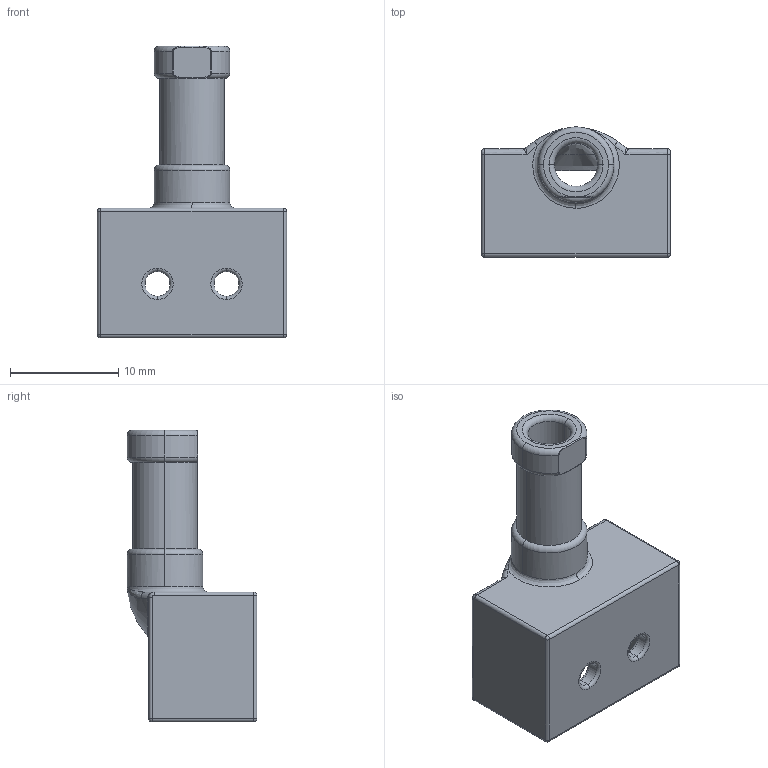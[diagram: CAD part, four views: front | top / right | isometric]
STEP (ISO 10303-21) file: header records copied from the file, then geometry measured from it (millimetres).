
FILE_DESCRIPTION (( 'STEP AP203' ), '1' );
FILE_NAME ('W0003510-74-micro switch cap.STEP', '2024-05-27T12:23:06', ( '' ), ( '' ), 'SwSTEP 2.0', 'SolidWorks 2024', '' );
FILE_SCHEMA (( 'CONFIG_CONTROL_DESIGN' ));
Length unit declared in the file: millimetre
Products named in the file (1): W0003510-74-micro switch cap
Bounding box: 17.5 x 12 x 27 mm (x, y, z)
Volume: 1347.9 mm3; surface area: 1917.6 mm2
Topology: 1 solids, 1 shells, 137 faces, 325 edges, 174 vertices
Faces by surface type: cylinder 46, torus 38, bspline 28, plane 14, sphere 11
Entity records: 4884 total; most frequent: CARTESIAN_POINT 1870, DIRECTION 632, ORIENTED_EDGE 622, EDGE_CURVE 311, AXIS2_PLACEMENT_3D 280, VERTEX_POINT 174, CIRCLE 170, EDGE_LOOP 145
